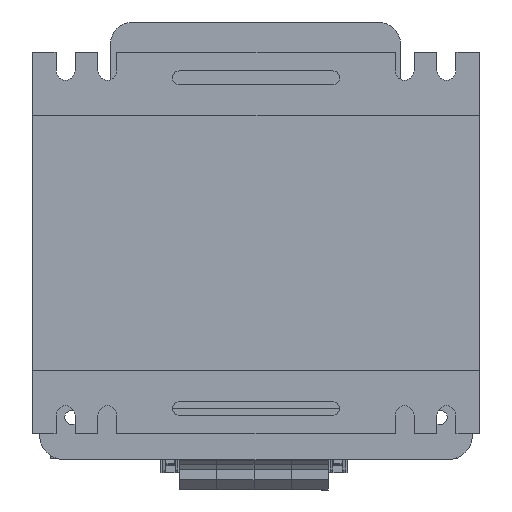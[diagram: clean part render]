
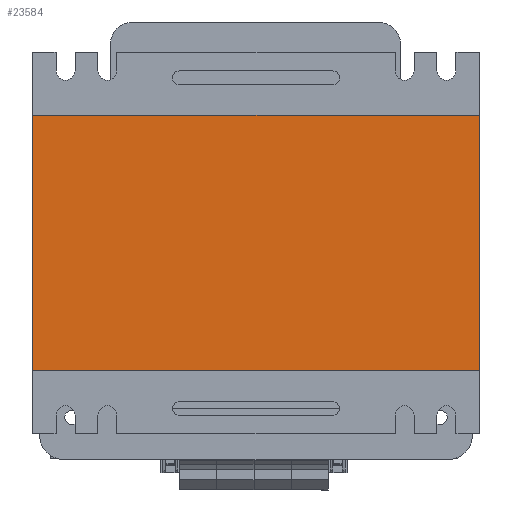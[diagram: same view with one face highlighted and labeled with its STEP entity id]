
A CAD part, front view. The second image highlights one B-rep face of the part: STEP entity #23584.
In plain terms, the highlighted planar face has unit normal (0, -1, 0).
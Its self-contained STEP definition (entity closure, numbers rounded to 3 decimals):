
#3390 = DIRECTION ( 'NONE',  ( 0., 0., -1. ) ) ;
#3958 = EDGE_CURVE ( 'NONE', #33654, #9891, #65581, .T. ) ;
#7160 = VECTOR ( 'NONE', #34340, 1000. ) ;
#7460 = CARTESIAN_POINT ( 'NONE',  ( -201.761, 0., 110. ) ) ;
#8548 = CARTESIAN_POINT ( 'NONE',  ( -201.761, 0., 110. ) ) ;
#9520 = DIRECTION ( 'NONE',  ( 1., 0., 0. ) ) ;
#9891 = VERTEX_POINT ( 'NONE', #15429 ) ;
#10573 = EDGE_CURVE ( 'NONE', #62766, #9891, #54723, .T. ) ;
#11403 = EDGE_LOOP ( 'NONE', ( #21173, #16856, #30173, #49915 ) ) ;
#13228 = DIRECTION ( 'NONE',  ( 0., 1., 0. ) ) ;
#13652 = LINE ( 'NONE', #8548, #7160 ) ;
#15429 = CARTESIAN_POINT ( 'NONE',  ( -9.761, 0., 0. ) ) ;
#16856 = ORIENTED_EDGE ( 'NONE', *, *, #3958, .F. ) ;
#18663 = PLANE ( 'NONE',  #18763 ) ;
#18763 = AXIS2_PLACEMENT_3D ( 'NONE', #7460, #13228, #64539 ) ;
#21173 = ORIENTED_EDGE ( 'NONE', *, *, #10573, .T. ) ;
#22766 = CARTESIAN_POINT ( 'NONE',  ( -9.761, 0., 110. ) ) ;
#23584 = ADVANCED_FACE ( 'NONE', ( #59421 ), #18663, .F. ) ;
#25440 = CARTESIAN_POINT ( 'NONE',  ( -9.761, 0., 110. ) ) ;
#28881 = CARTESIAN_POINT ( 'NONE',  ( -201.761, 0., 0. ) ) ;
#30173 = ORIENTED_EDGE ( 'NONE', *, *, #51064, .F. ) ;
#32663 = DIRECTION ( 'NONE',  ( 0., 0., -1. ) ) ;
#33654 = VERTEX_POINT ( 'NONE', #22766 ) ;
#34340 = DIRECTION ( 'NONE',  ( 1., 0., 0. ) ) ;
#45149 = VERTEX_POINT ( 'NONE', #63613 ) ;
#47639 = CARTESIAN_POINT ( 'NONE',  ( -201.761, 0., 110. ) ) ;
#48749 = VECTOR ( 'NONE', #32663, 1000. ) ;
#49915 = ORIENTED_EDGE ( 'NONE', *, *, #56806, .T. ) ;
#51064 = EDGE_CURVE ( 'NONE', #45149, #33654, #13652, .T. ) ;
#54723 = LINE ( 'NONE', #28881, #62446 ) ;
#56806 = EDGE_CURVE ( 'NONE', #45149, #62766, #62938, .T. ) ;
#57290 = VECTOR ( 'NONE', #3390, 1000. ) ;
#59073 = CARTESIAN_POINT ( 'NONE',  ( -201.761, 0., 0. ) ) ;
#59421 = FACE_OUTER_BOUND ( 'NONE', #11403, .T. ) ;
#62446 = VECTOR ( 'NONE', #9520, 1000. ) ;
#62766 = VERTEX_POINT ( 'NONE', #59073 ) ;
#62938 = LINE ( 'NONE', #47639, #48749 ) ;
#63613 = CARTESIAN_POINT ( 'NONE',  ( -201.761, 0., 110. ) ) ;
#64539 = DIRECTION ( 'NONE',  ( 0., 0., 1. ) ) ;
#65581 = LINE ( 'NONE', #25440, #57290 ) ;
